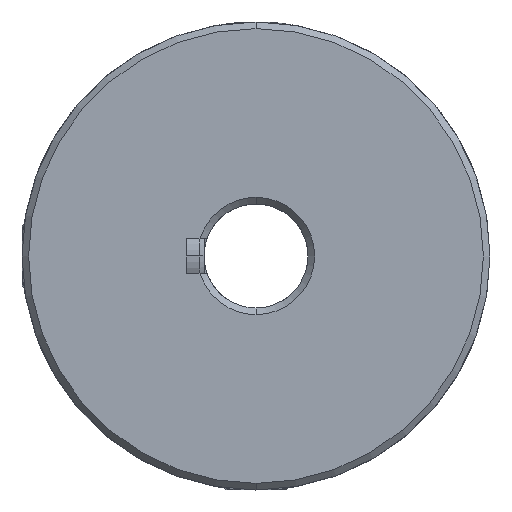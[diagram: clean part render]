
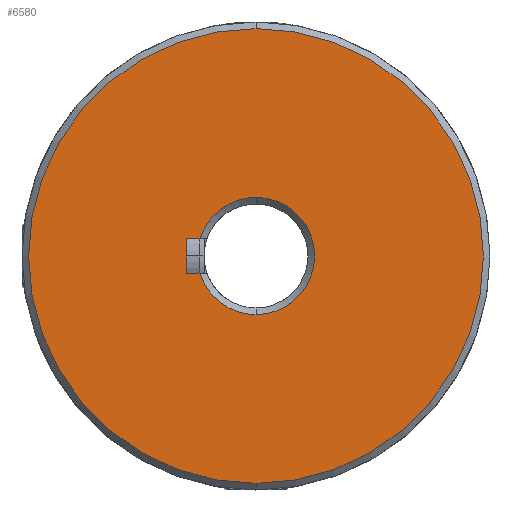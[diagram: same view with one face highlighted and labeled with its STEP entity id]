
A CAD part, left-side view. The second image highlights one B-rep face of the part: STEP entity #6580.
In plain terms, the highlighted planar face has unit normal (-1, 0, 0).
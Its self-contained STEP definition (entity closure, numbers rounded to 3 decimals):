
#425 = CARTESIAN_POINT ( 'NONE',  ( -22., 0., 0. ) ) ;
#426 = DIRECTION ( 'NONE',  ( -1., 0., 0. ) ) ;
#427 = DIRECTION ( 'NONE',  ( 0., 0., -1. ) ) ;
#497 = CARTESIAN_POINT ( 'NONE',  ( -22., 0., 0. ) ) ;
#502 = DIRECTION ( 'NONE',  ( -1., 0., 0. ) ) ;
#503 = DIRECTION ( 'NONE',  ( 0., 0., -1. ) ) ;
#508 = CARTESIAN_POINT ( 'NONE',  ( -22., 0., 0. ) ) ;
#510 = DIRECTION ( 'NONE',  ( 1., 0., 0. ) ) ;
#511 = DIRECTION ( 'NONE',  ( 0., 0., -1. ) ) ;
#761 = CARTESIAN_POINT ( 'NONE',  ( -22., 4., -1. ) ) ;
#818 = CARTESIAN_POINT ( 'NONE',  ( -22., 0., -13.119 ) ) ;
#819 = CARTESIAN_POINT ( 'NONE',  ( -22., 0., 13.119 ) ) ;
#820 = CARTESIAN_POINT ( 'NONE',  ( -22., 0., -3.381 ) ) ;
#822 = CARTESIAN_POINT ( 'NONE',  ( -22., 3.23, 1. ) ) ;
#823 = CARTESIAN_POINT ( 'NONE',  ( -22., 0., 3.381 ) ) ;
#1141 = CARTESIAN_POINT ( 'NONE',  ( -22., 0., 0. ) ) ;
#1149 = DIRECTION ( 'NONE',  ( -1., 0., 0. ) ) ;
#1150 = DIRECTION ( 'NONE',  ( 0., 0., -1. ) ) ;
#1167 = CARTESIAN_POINT ( 'NONE',  ( -22., 0., 0. ) ) ;
#1188 = CARTESIAN_POINT ( 'NONE',  ( -22., 2.828, 1. ) ) ;
#1189 = DIRECTION ( 'NONE',  ( 0., 1., 0. ) ) ;
#1190 = CARTESIAN_POINT ( 'NONE',  ( -22., 4., -1. ) ) ;
#1191 = DIRECTION ( 'NONE',  ( 0., 0., -1. ) ) ;
#1192 = CARTESIAN_POINT ( 'NONE',  ( -22., 4., -1. ) ) ;
#1193 = DIRECTION ( 'NONE',  ( 0., -1., 0. ) ) ;
#1194 = DIRECTION ( 'NONE',  ( 1., 0., 0. ) ) ;
#1195 = DIRECTION ( 'NONE',  ( 0., 0., -1. ) ) ;
#1437 = CIRCLE ( 'NONE', #11242, 3.381 ) ;
#1444 = CIRCLE ( 'NONE', #11235, 13.119 ) ;
#1510 = CIRCLE ( 'NONE', #11266, 3.381 ) ;
#1518 = LINE ( 'NONE', #1188, #1519 ) ;
#1519 = VECTOR ( 'NONE', #1189, 1000. ) ;
#1520 = LINE ( 'NONE', #1190, #1521 ) ;
#1521 = VECTOR ( 'NONE', #1191, 1000. ) ;
#1522 = LINE ( 'NONE', #1192, #1523 ) ;
#1523 = VECTOR ( 'NONE', #1193, 1000. ) ;
#1525 = CIRCLE ( 'NONE', #11268, 13.119 ) ;
#1909 = FACE_BOUND ( 'NONE', #8219, .T. ) ;
#1912 = FACE_OUTER_BOUND ( 'NONE', #8217, .T. ) ;
#2691 = CARTESIAN_POINT ( 'NONE',  ( -22., 0., 0. ) ) ;
#2692 = PLANE ( 'NONE',  #11417 ) ;
#2694 = DIRECTION ( 'NONE',  ( -1., 0., 0. ) ) ;
#2695 = DIRECTION ( 'NONE',  ( 0., 0., -1. ) ) ;
#3485 = VERTEX_POINT ( 'NONE', #6731 ) ;
#4206 = VERTEX_POINT ( 'NONE', #10554 ) ;
#4769 = EDGE_CURVE ( 'NONE', #5262, #5261, #9629, .T. ) ;
#4796 = EDGE_CURVE ( 'NONE', #5259, #5262, #1437, .T. ) ;
#4800 = EDGE_CURVE ( 'NONE', #5258, #5257, #1444, .T. ) ;
#5203 = VERTEX_POINT ( 'NONE', #761 ) ;
#5257 = VERTEX_POINT ( 'NONE', #818 ) ;
#5258 = VERTEX_POINT ( 'NONE', #819 ) ;
#5259 = VERTEX_POINT ( 'NONE', #820 ) ;
#5261 = VERTEX_POINT ( 'NONE', #822 ) ;
#5262 = VERTEX_POINT ( 'NONE', #823 ) ;
#5919 = EDGE_CURVE ( 'NONE', #3485, #5259, #1510, .T. ) ;
#5927 = EDGE_CURVE ( 'NONE', #5261, #4206, #1518, .T. ) ;
#5928 = EDGE_CURVE ( 'NONE', #4206, #5203, #1520, .T. ) ;
#5929 = EDGE_CURVE ( 'NONE', #5203, #3485, #1522, .T. ) ;
#5930 = EDGE_CURVE ( 'NONE', #5257, #5258, #1525, .T. ) ;
#6455 = ORIENTED_EDGE ( 'NONE', *, *, #5929, .F. ) ;
#6456 = ORIENTED_EDGE ( 'NONE', *, *, #5928, .F. ) ;
#6457 = ORIENTED_EDGE ( 'NONE', *, *, #5927, .F. ) ;
#6458 = ORIENTED_EDGE ( 'NONE', *, *, #4769, .F. ) ;
#6459 = ORIENTED_EDGE ( 'NONE', *, *, #4796, .F. ) ;
#6460 = ORIENTED_EDGE ( 'NONE', *, *, #5919, .F. ) ;
#6461 = ORIENTED_EDGE ( 'NONE', *, *, #4800, .F. ) ;
#6462 = ORIENTED_EDGE ( 'NONE', *, *, #5930, .F. ) ;
#6580 = ADVANCED_FACE ( 'NONE', ( #1909, #1912 ), #2692, .T. ) ;
#6731 = CARTESIAN_POINT ( 'NONE',  ( -22., 3.23, -1. ) ) ;
#8217 = EDGE_LOOP ( 'NONE', ( #6461, #6462 ) ) ;
#8219 = EDGE_LOOP ( 'NONE', ( #6455, #6456, #6457, #6458, #6459, #6460 ) ) ;
#9629 = CIRCLE ( 'NONE', #11219, 3.381 ) ;
#10554 = CARTESIAN_POINT ( 'NONE',  ( -22., 4., 1. ) ) ;
#11219 = AXIS2_PLACEMENT_3D ( 'NONE', #425, #426, #427 ) ;
#11235 = AXIS2_PLACEMENT_3D ( 'NONE', #508, #510, #511 ) ;
#11242 = AXIS2_PLACEMENT_3D ( 'NONE', #497, #502, #503 ) ;
#11266 = AXIS2_PLACEMENT_3D ( 'NONE', #1141, #1149, #1150 ) ;
#11268 = AXIS2_PLACEMENT_3D ( 'NONE', #1167, #1194, #1195 ) ;
#11417 = AXIS2_PLACEMENT_3D ( 'NONE', #2691, #2694, #2695 ) ;
